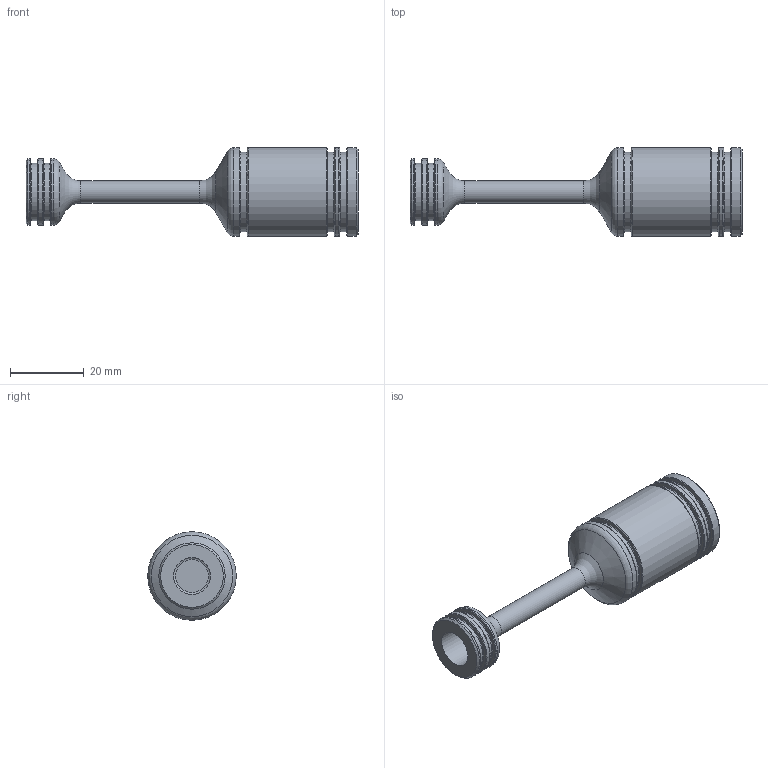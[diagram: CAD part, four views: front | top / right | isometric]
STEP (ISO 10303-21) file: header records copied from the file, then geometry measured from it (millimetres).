
FILE_DESCRIPTION(/* description */ (''),/* implementation_level */ '2;1');
FILE_NAME(/* name */ 'TWR.2A.4.02.01.002_main_valve_piston.stp',/* time_stamp */ '2023-04-17T03:23:17+02:00',/* author */ (''),/* organization */ (''),/* preprocessor_version */ 'ST-DEVELOPER v18.101',/* originating_system */ 'SIEMENS PLM Software NX 2011',/* authorisation */ '');
FILE_SCHEMA (('AUTOMOTIVE_DESIGN { 1 0 10303 214 3 1 1 1 }'));
Length unit declared in the file: millimetre
Products named in the file (1): main_valve_piston_small_orings
Bounding box: 90 x 24 x 24 mm (x, y, z)
Volume: 14648.1 mm3; surface area: 7198.7 mm2
Topology: 1 solids, 1 shells, 59 faces, 117 edges, 72 vertices
Faces by surface type: torus 26, cylinder 15, plane 14, cone 4
Full cylindrical faces by diameter (mm): 6 x1, 10 x1, 15 x1, 15.6 x2, 18 x3, 21.6 x3, 24 x4
Entity records: 1198 total; most frequent: DIRECTION 236, CARTESIAN_POINT 176, AXIS2_PLACEMENT_3D 118, EDGE_LOOP 116, ORIENTED_EDGE 116, FACE_BOUND 114, ADVANCED_FACE 59, VERTEX_POINT 58
